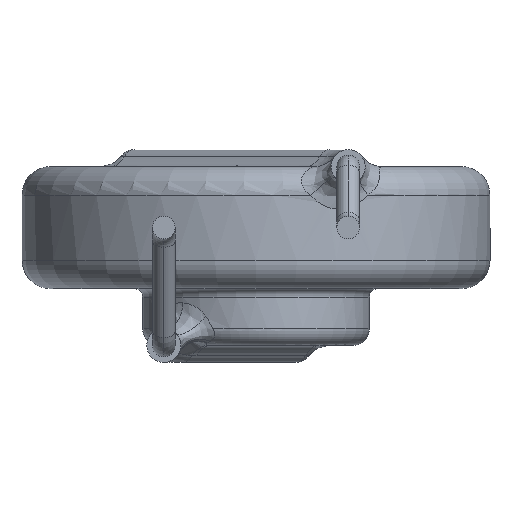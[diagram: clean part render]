
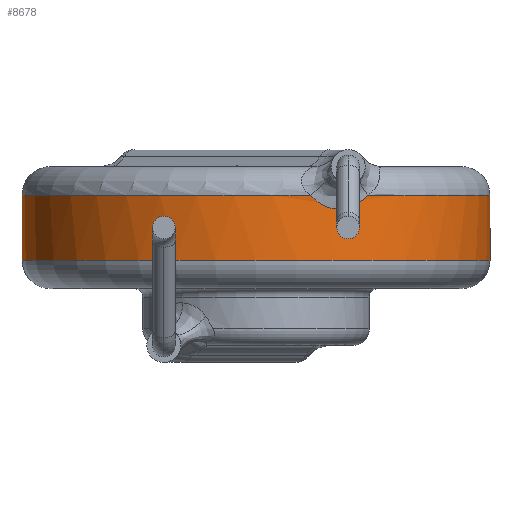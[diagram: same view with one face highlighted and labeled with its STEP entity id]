
A CAD part, front view. The second image highlights one B-rep face of the part: STEP entity #8678.
In plain terms, the highlighted cylindrical face has radius 8.25 mm (diameter 16.5 mm), a partial arc.
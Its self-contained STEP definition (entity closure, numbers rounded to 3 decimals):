
#58 = CARTESIAN_POINT ( 'NONE',  ( 3.583, -7.432, 0.832 ) ) ;
#179 = VECTOR ( 'NONE', #9501, 1000. ) ;
#193 = VERTEX_POINT ( 'NONE', #10143 ) ;
#277 = CARTESIAN_POINT ( 'NONE',  ( 3.938, -7.249, 1.15 ) ) ;
#461 = VERTEX_POINT ( 'NONE', #2009 ) ;
#525 = VERTEX_POINT ( 'NONE', #4311 ) ;
#526 = EDGE_CURVE ( 'NONE', #3803, #2054, #3167, .T. ) ;
#646 = DIRECTION ( 'NONE',  ( -1., 0., 0. ) ) ;
#849 = CARTESIAN_POINT ( 'NONE',  ( 3.143, -7.628, 0.665 ) ) ;
#866 = AXIS2_PLACEMENT_3D ( 'NONE', #4143, #10191, #5825 ) ;
#1116 = EDGE_CURVE ( 'NONE', #3803, #193, #8835, .T. ) ;
#1165 = ORIENTED_EDGE ( 'NONE', *, *, #3918, .T. ) ;
#1315 = DIRECTION ( 'NONE',  ( 0., 0., -1. ) ) ;
#1705 = ORIENTED_EDGE ( 'NONE', *, *, #9266, .T. ) ;
#2009 = CARTESIAN_POINT ( 'NONE',  ( -8.25, 0., 1.15 ) ) ;
#2054 = VERTEX_POINT ( 'NONE', #277 ) ;
#2084 = CYLINDRICAL_SURFACE ( 'NONE', #7878, 8.25 ) ;
#2245 = DIRECTION ( 'NONE',  ( -1., 0., 0. ) ) ;
#2272 = AXIS2_PLACEMENT_3D ( 'NONE', #7734, #9360, #3524 ) ;
#3060 = VERTEX_POINT ( 'NONE', #8797 ) ;
#3167 = CIRCLE ( 'NONE', #2272, 8.25 ) ;
#3309 = CARTESIAN_POINT ( 'NONE',  ( 2.761, -7.775, 0.658 ) ) ;
#3524 = DIRECTION ( 'NONE',  ( -1., 0., 0. ) ) ;
#3803 = VERTEX_POINT ( 'NONE', #6636 ) ;
#3918 = EDGE_CURVE ( 'NONE', #2054, #3060, #4146, .T. ) ;
#4103 = CIRCLE ( 'NONE', #4471, 8.25 ) ;
#4143 = CARTESIAN_POINT ( 'NONE',  ( 0., 0., -1.15 ) ) ;
#4146 = B_SPLINE_CURVE_WITH_KNOTS ( 'NONE', 3,
 ( #8471, #6853, #4322, #8641, #58, #4159, #9321, #849, #9427, #5903, #3309, #11037, #6735, #5226, #10146, #6797 ),
 .UNSPECIFIED., .F., .F.,
 ( 4, 2, 2, 2, 2, 2, 2, 4 ),
 ( 0., 0., 0.001, 0.001, 0.001, 0.002, 0.002, 0.002 ),
 .UNSPECIFIED. ) ;
#4159 = CARTESIAN_POINT ( 'NONE',  ( 3.414, -7.511, 0.745 ) ) ;
#4311 = CARTESIAN_POINT ( 'NONE',  ( -8.25, 0., -1.15 ) ) ;
#4322 = CARTESIAN_POINT ( 'NONE',  ( 3.81, -7.318, 1.006 ) ) ;
#4338 = LINE ( 'NONE', #6917, #179 ) ;
#4471 = AXIS2_PLACEMENT_3D ( 'NONE', #10729, #1315, #646 ) ;
#4608 = VECTOR ( 'NONE', #9788, 1000. ) ;
#4714 = FACE_OUTER_BOUND ( 'NONE', #6142, .T. ) ;
#5226 = CARTESIAN_POINT ( 'NONE',  ( 2.212, -7.95, 0.861 ) ) ;
#5415 = ORIENTED_EDGE ( 'NONE', *, *, #5493, .T. ) ;
#5493 = EDGE_CURVE ( 'NONE', #3060, #461, #4103, .T. ) ;
#5705 = EDGE_CURVE ( 'NONE', #193, #525, #11077, .T. ) ;
#5787 = ORIENTED_EDGE ( 'NONE', *, *, #5705, .F. ) ;
#5825 = DIRECTION ( 'NONE',  ( -1., 0., 0. ) ) ;
#5903 = CARTESIAN_POINT ( 'NONE',  ( 2.857, -7.74, 0.649 ) ) ;
#6142 = EDGE_LOOP ( 'NONE', ( #9892, #6831, #1165, #5415, #1705, #5787 ) ) ;
#6636 = CARTESIAN_POINT ( 'NONE',  ( 8.25, 0., 1.15 ) ) ;
#6735 = CARTESIAN_POINT ( 'NONE',  ( 2.477, -7.87, 0.733 ) ) ;
#6797 = CARTESIAN_POINT ( 'NONE',  ( 1.922, -8.023, 1.15 ) ) ;
#6831 = ORIENTED_EDGE ( 'NONE', *, *, #526, .T. ) ;
#6853 = CARTESIAN_POINT ( 'NONE',  ( 3.877, -7.283, 1.074 ) ) ;
#6917 = CARTESIAN_POINT ( 'NONE',  ( -8.25, 0., -7.293 ) ) ;
#7734 = CARTESIAN_POINT ( 'NONE',  ( 0., 0., 1.15 ) ) ;
#7878 = AXIS2_PLACEMENT_3D ( 'NONE', #10602, #9819, #2245 ) ;
#8471 = CARTESIAN_POINT ( 'NONE',  ( 3.938, -7.249, 1.15 ) ) ;
#8641 = CARTESIAN_POINT ( 'NONE',  ( 3.663, -7.393, 0.885 ) ) ;
#8678 = ADVANCED_FACE ( 'NONE', ( #4714 ), #2084, .T. ) ;
#8797 = CARTESIAN_POINT ( 'NONE',  ( 1.922, -8.023, 1.15 ) ) ;
#8835 = LINE ( 'NONE', #10623, #4608 ) ;
#9266 = EDGE_CURVE ( 'NONE', #461, #525, #4338, .T. ) ;
#9321 = CARTESIAN_POINT ( 'NONE',  ( 3.326, -7.55, 0.712 ) ) ;
#9360 = DIRECTION ( 'NONE',  ( 0., 0., -1. ) ) ;
#9427 = CARTESIAN_POINT ( 'NONE',  ( 3.047, -7.667, 0.652 ) ) ;
#9501 = DIRECTION ( 'NONE',  ( 0., 0., -1. ) ) ;
#9788 = DIRECTION ( 'NONE',  ( 0., 0., -1. ) ) ;
#9819 = DIRECTION ( 'NONE',  ( 0., 0., -1. ) ) ;
#9892 = ORIENTED_EDGE ( 'NONE', *, *, #1116, .F. ) ;
#10143 = CARTESIAN_POINT ( 'NONE',  ( 8.25, 0., -1.15 ) ) ;
#10146 = CARTESIAN_POINT ( 'NONE',  ( 2.051, -7.992, 0.99 ) ) ;
#10191 = DIRECTION ( 'NONE',  ( 0., 0., -1. ) ) ;
#10602 = CARTESIAN_POINT ( 'NONE',  ( 0., 0., -7.293 ) ) ;
#10623 = CARTESIAN_POINT ( 'NONE',  ( 8.25, 0., -7.293 ) ) ;
#10729 = CARTESIAN_POINT ( 'NONE',  ( 0., 0., 1.15 ) ) ;
#11037 = CARTESIAN_POINT ( 'NONE',  ( 2.571, -7.84, 0.7 ) ) ;
#11077 = CIRCLE ( 'NONE', #866, 8.25 ) ;
